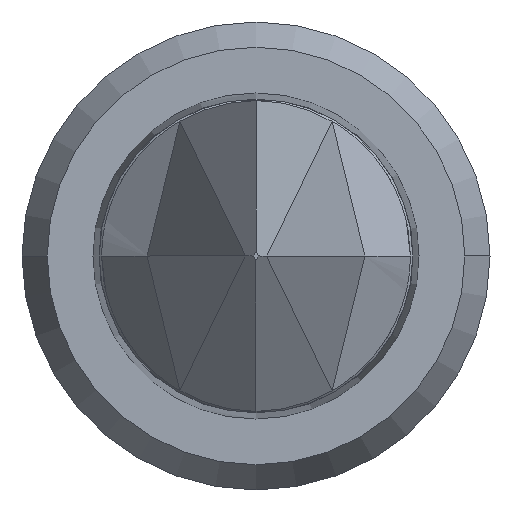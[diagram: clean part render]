
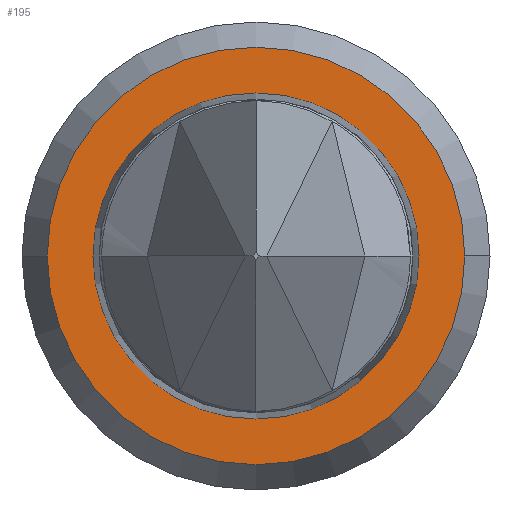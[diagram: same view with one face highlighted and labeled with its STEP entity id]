
A CAD part, left-side view. The second image highlights one B-rep face of the part: STEP entity #195.
In plain terms, the highlighted planar face has unit normal (-1, 0, 0).
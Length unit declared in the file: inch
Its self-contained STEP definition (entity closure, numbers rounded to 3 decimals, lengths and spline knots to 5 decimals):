
#10 = ORIENTED_EDGE ( 'NONE', *, *, #1103, .T. ) ;
#147 = EDGE_CURVE ( 'NONE', #948, #282, #512, .T. ) ;
#166 = ORIENTED_EDGE ( 'NONE', *, *, #452, .F. ) ;
#195 = ADVANCED_FACE ( 'NONE', ( #649, #651 ), #1367, .T. ) ;
#230 = DIRECTION ( 'NONE',  ( 1., 0., 0. ) ) ;
#238 = DIRECTION ( 'NONE',  ( 0., -1., 0. ) ) ;
#259 = DIRECTION ( 'NONE',  ( 1., 0., 0. ) ) ;
#268 = DIRECTION ( 'NONE',  ( 0., 1., 0. ) ) ;
#278 = VERTEX_POINT ( 'NONE', #755 ) ;
#282 = VERTEX_POINT ( 'NONE', #796 ) ;
#340 = CARTESIAN_POINT ( 'NONE',  ( 0., 0., 0. ) ) ;
#404 = AXIS2_PLACEMENT_3D ( 'NONE', #703, #259, #268 ) ;
#452 = EDGE_CURVE ( 'NONE', #1114, #278, #606, .T. ) ;
#455 = CARTESIAN_POINT ( 'NONE',  ( 0., 0., -0.01874 ) ) ;
#490 = ORIENTED_EDGE ( 'NONE', *, *, #1155, .F. ) ;
#507 = CARTESIAN_POINT ( 'NONE',  ( 0., 0.024, 0. ) ) ;
#512 = CIRCLE ( 'NONE', #844, 0.01874 ) ;
#515 = DIRECTION ( 'NONE',  ( -1., 0., 0. ) ) ;
#519 = CIRCLE ( 'NONE', #901, 0.01874 ) ;
#530 = DIRECTION ( 'NONE',  ( 0., -1., 0. ) ) ;
#606 = CIRCLE ( 'NONE', #404, 0.024 ) ;
#649 = FACE_BOUND ( 'NONE', #1058, .T. ) ;
#651 = FACE_OUTER_BOUND ( 'NONE', #947, .T. ) ;
#703 = CARTESIAN_POINT ( 'NONE',  ( 0., 0., 0. ) ) ;
#745 = ORIENTED_EDGE ( 'NONE', *, *, #147, .T. ) ;
#755 = CARTESIAN_POINT ( 'NONE',  ( 0., 0.024, 0. ) ) ;
#796 = CARTESIAN_POINT ( 'NONE',  ( 0., 0., 0.01874 ) ) ;
#831 = CIRCLE ( 'NONE', #1051, 0.024 ) ;
#844 = AXIS2_PLACEMENT_3D ( 'NONE', #340, #230, #238 ) ;
#901 = AXIS2_PLACEMENT_3D ( 'NONE', #1208, #1212, #1227 ) ;
#947 = EDGE_LOOP ( 'NONE', ( #490, #166 ) ) ;
#948 = VERTEX_POINT ( 'NONE', #455 ) ;
#1051 = AXIS2_PLACEMENT_3D ( 'NONE', #1303, #1305, #1308 ) ;
#1058 = EDGE_LOOP ( 'NONE', ( #745, #10 ) ) ;
#1103 = EDGE_CURVE ( 'NONE', #282, #948, #519, .T. ) ;
#1114 = VERTEX_POINT ( 'NONE', #1127 ) ;
#1127 = CARTESIAN_POINT ( 'NONE',  ( 0., -0.024, 0. ) ) ;
#1155 = EDGE_CURVE ( 'NONE', #278, #1114, #831, .T. ) ;
#1208 = CARTESIAN_POINT ( 'NONE',  ( 0., 0., 0. ) ) ;
#1212 = DIRECTION ( 'NONE',  ( 1., 0., 0. ) ) ;
#1227 = DIRECTION ( 'NONE',  ( 0., -1., 0. ) ) ;
#1303 = CARTESIAN_POINT ( 'NONE',  ( 0., 0., 0. ) ) ;
#1305 = DIRECTION ( 'NONE',  ( 1., 0., 0. ) ) ;
#1308 = DIRECTION ( 'NONE',  ( 0., 1., 0. ) ) ;
#1367 = PLANE ( 'NONE',  #1369 ) ;
#1369 = AXIS2_PLACEMENT_3D ( 'NONE', #507, #515, #530 ) ;
